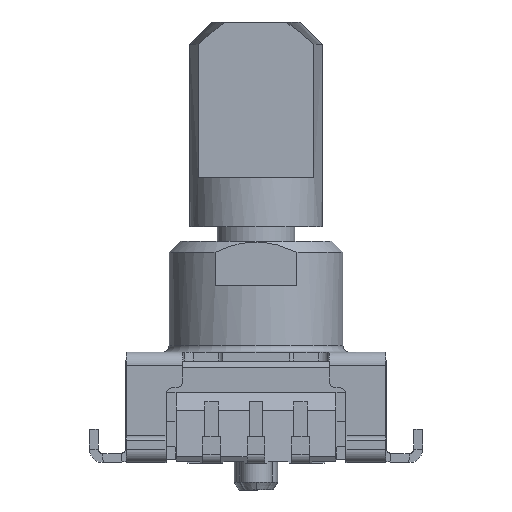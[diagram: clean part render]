
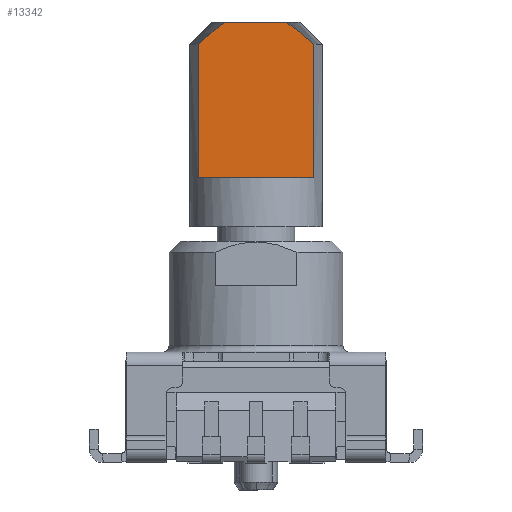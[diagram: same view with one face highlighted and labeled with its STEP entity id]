
A CAD part, front view. The second image highlights one B-rep face of the part: STEP entity #13342.
In plain terms, the highlighted planar face has unit normal (0, -1, 0).
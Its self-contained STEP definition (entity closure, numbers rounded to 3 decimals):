
#407 = VERTEX_POINT('',#408);
#408 = CARTESIAN_POINT('',(-1.346,-1.463,19.855));
#426 = VERTEX_POINT('',#427);
#427 = CARTESIAN_POINT('',(-2.605,-1.463,18.855));
#434 = EDGE_CURVE('',#426,#407,#435,.T.);
#435 = B_SPLINE_CURVE_WITH_KNOTS('',3,(#436,#437,#438,#439,#440,#441),
  .UNSPECIFIED.,.F.,.F.,(4,2,4),(0.004,0.005,
    0.006),.UNSPECIFIED.);
#436 = CARTESIAN_POINT('',(-2.605,-1.463,18.855));
#437 = CARTESIAN_POINT('',(-2.403,-1.463,19.031));
#438 = CARTESIAN_POINT('',(-2.198,-1.463,19.205));
#439 = CARTESIAN_POINT('',(-1.781,-1.463,19.541));
#440 = CARTESIAN_POINT('',(-1.568,-1.463,19.704));
#441 = CARTESIAN_POINT('',(-1.346,-1.463,19.855));
#509 = VERTEX_POINT('',#510);
#510 = CARTESIAN_POINT('',(2.605,-1.463,18.855));
#517 = EDGE_CURVE('',#518,#509,#520,.T.);
#518 = VERTEX_POINT('',#519);
#519 = CARTESIAN_POINT('',(2.605,-1.463,12.855));
#520 = LINE('',#521,#522);
#521 = CARTESIAN_POINT('',(2.605,-1.463,12.855));
#522 = VECTOR('',#523,1.);
#523 = DIRECTION('',(-0.,0.,1.));
#526 = VERTEX_POINT('',#527);
#527 = CARTESIAN_POINT('',(-2.605,-1.463,12.855));
#534 = EDGE_CURVE('',#526,#426,#535,.T.);
#535 = LINE('',#536,#537);
#536 = CARTESIAN_POINT('',(-2.605,-1.463,12.855));
#537 = VECTOR('',#538,1.);
#538 = DIRECTION('',(-0.,0.,1.));
#13320 = VERTEX_POINT('',#13321);
#13321 = CARTESIAN_POINT('',(1.346,-1.463,19.855));
#13328 = EDGE_CURVE('',#13320,#509,#13329,.T.);
#13329 = B_SPLINE_CURVE_WITH_KNOTS('',3,(#13330,#13331,#13332,#13333,
    #13334,#13335),.UNSPECIFIED.,.F.,.F.,(4,2,4),(0.009,
    0.01,0.011),.UNSPECIFIED.);
#13330 = CARTESIAN_POINT('',(1.346,-1.463,19.855));
#13331 = CARTESIAN_POINT('',(1.568,-1.463,19.704));
#13332 = CARTESIAN_POINT('',(1.782,-1.463,19.541));
#13333 = CARTESIAN_POINT('',(2.199,-1.463,19.204));
#13334 = CARTESIAN_POINT('',(2.403,-1.463,19.031));
#13335 = CARTESIAN_POINT('',(2.605,-1.463,18.855));
#13342 = ADVANCED_FACE('',(#13343),#13361,.F.);
#13343 = FACE_BOUND('',#13344,.T.);
#13344 = EDGE_LOOP('',(#13345,#13346,#13352,#13353,#13354,#13360));
#13345 = ORIENTED_EDGE('',*,*,#534,.F.);
#13346 = ORIENTED_EDGE('',*,*,#13347,.F.);
#13347 = EDGE_CURVE('',#518,#526,#13348,.T.);
#13348 = LINE('',#13349,#13350);
#13349 = CARTESIAN_POINT('',(2.605,-1.463,12.855));
#13350 = VECTOR('',#13351,1.);
#13351 = DIRECTION('',(-1.,0.,0.));
#13352 = ORIENTED_EDGE('',*,*,#517,.T.);
#13353 = ORIENTED_EDGE('',*,*,#13328,.F.);
#13354 = ORIENTED_EDGE('',*,*,#13355,.F.);
#13355 = EDGE_CURVE('',#407,#13320,#13356,.T.);
#13356 = LINE('',#13357,#13358);
#13357 = CARTESIAN_POINT('',(0.,-1.463,19.855));
#13358 = VECTOR('',#13359,1.);
#13359 = DIRECTION('',(1.,0.,0.));
#13360 = ORIENTED_EDGE('',*,*,#434,.F.);
#13361 = PLANE('',#13362);
#13362 = AXIS2_PLACEMENT_3D('',#13363,#13364,#13365);
#13363 = CARTESIAN_POINT('',(2.605,-1.463,12.855));
#13364 = DIRECTION('',(0.,1.,0.));
#13365 = DIRECTION('',(-0.,0.,1.));
